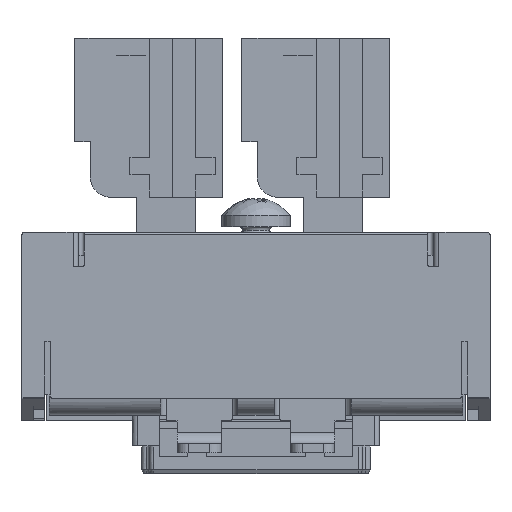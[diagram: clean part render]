
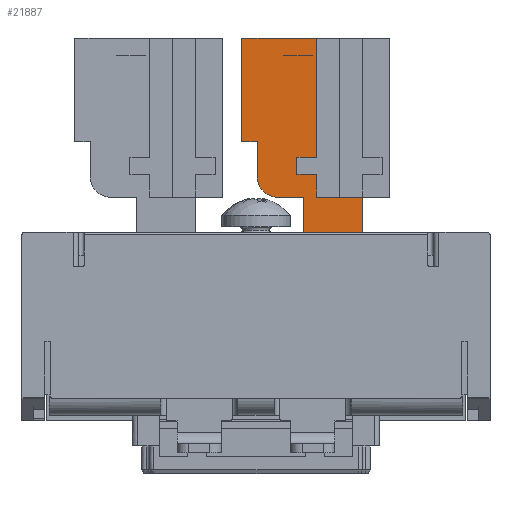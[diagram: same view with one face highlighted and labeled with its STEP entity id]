
A CAD part, front view. The second image highlights one B-rep face of the part: STEP entity #21887.
In plain terms, the highlighted planar face has unit normal (0, -1, 0).
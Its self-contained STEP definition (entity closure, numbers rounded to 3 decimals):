
#124 = LINE ( 'NONE', #5180, #26718 ) ;
#273 = DIRECTION ( 'NONE',  ( 1., 0., 0. ) ) ;
#605 = VERTEX_POINT ( 'NONE', #3164 ) ;
#827 = ORIENTED_EDGE ( 'NONE', *, *, #17642, .F. ) ;
#869 = ORIENTED_EDGE ( 'NONE', *, *, #12223, .F. ) ;
#1171 = LINE ( 'NONE', #10805, #7971 ) ;
#1365 = VERTEX_POINT ( 'NONE', #19678 ) ;
#1788 = CARTESIAN_POINT ( 'NONE',  ( 0.1, -50.55, 26.7 ) ) ;
#2036 = ORIENTED_EDGE ( 'NONE', *, *, #25675, .F. ) ;
#2467 = DIRECTION ( 'NONE',  ( 0., 1., 0. ) ) ;
#2803 = CARTESIAN_POINT ( 'NONE',  ( 3.6, -50.55, 14.7 ) ) ;
#2879 = EDGE_LOOP ( 'NONE', ( #24779, #19675, #4723, #13638, #16106, #827, #11754, #869, #10057, #2036, #21818, #5223, #31044, #24735, #6966 ) ) ;
#2910 = LINE ( 'NONE', #22174, #29090 ) ;
#2944 = CARTESIAN_POINT ( 'NONE',  ( 4.2, -50.55, 26.7 ) ) ;
#3164 = CARTESIAN_POINT ( 'NONE',  ( 9.35, -50.55, 7.6 ) ) ;
#3439 = LINE ( 'NONE', #30089, #28624 ) ;
#3711 = DIRECTION ( 'NONE',  ( 0., 0., -1. ) ) ;
#4234 = VERTEX_POINT ( 'NONE', #26029 ) ;
#4244 = DIRECTION ( 'NONE',  ( 0., 0., -1. ) ) ;
#4723 = ORIENTED_EDGE ( 'NONE', *, *, #16883, .F. ) ;
#5011 = PLANE ( 'NONE',  #7362 ) ;
#5177 = LINE ( 'NONE', #16854, #23112 ) ;
#5180 = CARTESIAN_POINT ( 'NONE',  ( -1.25, -50.55, 26.7 ) ) ;
#5223 = ORIENTED_EDGE ( 'NONE', *, *, #28819, .F. ) ;
#5854 = VECTOR ( 'NONE', #24404, 1000. ) ;
#5983 = EDGE_CURVE ( 'NONE', #23639, #1365, #10681, .T. ) ;
#6055 = VERTEX_POINT ( 'NONE', #12425 ) ;
#6076 = EDGE_CURVE ( 'NONE', #14895, #25926, #18390, .T. ) ;
#6631 = CARTESIAN_POINT ( 'NONE',  ( 3.6, -50.55, 14.7 ) ) ;
#6661 = EDGE_CURVE ( 'NONE', #15194, #26833, #11363, .T. ) ;
#6863 = DIRECTION ( 'NONE',  ( -1., 0., 0. ) ) ;
#6966 = ORIENTED_EDGE ( 'NONE', *, *, #28198, .F. ) ;
#7121 = CARTESIAN_POINT ( 'NONE',  ( 0.1, -50.55, 14.5 ) ) ;
#7362 = AXIS2_PLACEMENT_3D ( 'NONE', #11953, #2467, #28963 ) ;
#7789 = EDGE_CURVE ( 'NONE', #23372, #27945, #14501, .T. ) ;
#7971 = VECTOR ( 'NONE', #8453, 1000. ) ;
#8453 = DIRECTION ( 'NONE',  ( -1., 0., 0. ) ) ;
#8467 = CARTESIAN_POINT ( 'NONE',  ( 5.35, -50.55, 14.7 ) ) ;
#9466 = VERTEX_POINT ( 'NONE', #24098 ) ;
#9875 = VERTEX_POINT ( 'NONE', #26748 ) ;
#10057 = ORIENTED_EDGE ( 'NONE', *, *, #13073, .F. ) ;
#10081 = CARTESIAN_POINT ( 'NONE',  ( 11.75, -50.55, 12.7 ) ) ;
#10612 = CARTESIAN_POINT ( 'NONE',  ( 3.6, -50.55, 16.2 ) ) ;
#10681 = LINE ( 'NONE', #2944, #5854 ) ;
#10805 = CARTESIAN_POINT ( 'NONE',  ( 11.75, -50.55, 16.2 ) ) ;
#11064 = DIRECTION ( 'NONE',  ( 0., 0., 1. ) ) ;
#11226 = CARTESIAN_POINT ( 'NONE',  ( -1.25, -50.55, 26.7 ) ) ;
#11363 = LINE ( 'NONE', #6631, #23029 ) ;
#11666 = CARTESIAN_POINT ( 'NONE',  ( -1.25, -50.55, 17.6 ) ) ;
#11754 = ORIENTED_EDGE ( 'NONE', *, *, #6661, .F. ) ;
#11953 = CARTESIAN_POINT ( 'NONE',  ( 11.75, -50.55, 26.7 ) ) ;
#12223 = EDGE_CURVE ( 'NONE', #9466, #15194, #1171, .T. ) ;
#12425 = CARTESIAN_POINT ( 'NONE',  ( 9.35, -50.55, 12.7 ) ) ;
#12445 = VECTOR ( 'NONE', #3711, 1000. ) ;
#12965 = DIRECTION ( 'NONE',  ( 0., 1., 0. ) ) ;
#13073 = EDGE_CURVE ( 'NONE', #14665, #9466, #3439, .T. ) ;
#13638 = ORIENTED_EDGE ( 'NONE', *, *, #18878, .F. ) ;
#14281 = LINE ( 'NONE', #31157, #28074 ) ;
#14485 = CARTESIAN_POINT ( 'NONE',  ( 9.35, -50.55, 26.7 ) ) ;
#14489 = DIRECTION ( 'NONE',  ( -1., 0., 0. ) ) ;
#14501 = CIRCLE ( 'NONE', #18529, 1.8 ) ;
#14665 = VERTEX_POINT ( 'NONE', #22500 ) ;
#14895 = VERTEX_POINT ( 'NONE', #8467 ) ;
#15194 = VERTEX_POINT ( 'NONE', #10612 ) ;
#15829 = CARTESIAN_POINT ( 'NONE',  ( 4.2, -50.55, 7.6 ) ) ;
#16059 = EDGE_CURVE ( 'NONE', #605, #23639, #14281, .T. ) ;
#16106 = ORIENTED_EDGE ( 'NONE', *, *, #6076, .F. ) ;
#16347 = CARTESIAN_POINT ( 'NONE',  ( 5.35, -50.55, 12.7 ) ) ;
#16852 = LINE ( 'NONE', #10081, #25115 ) ;
#16854 = CARTESIAN_POINT ( 'NONE',  ( 11.75, -50.55, 12.7 ) ) ;
#16883 = EDGE_CURVE ( 'NONE', #6055, #605, #19218, .T. ) ;
#17317 = DIRECTION ( 'NONE',  ( 0., 0., -1. ) ) ;
#17392 = CARTESIAN_POINT ( 'NONE',  ( 11.75, -50.55, 17.6 ) ) ;
#17642 = EDGE_CURVE ( 'NONE', #26833, #14895, #2910, .T. ) ;
#18167 = CARTESIAN_POINT ( 'NONE',  ( 1.9, -50.55, 14.5 ) ) ;
#18265 = DIRECTION ( 'NONE',  ( 0., 0., -1. ) ) ;
#18284 = VERTEX_POINT ( 'NONE', #11226 ) ;
#18390 = LINE ( 'NONE', #30370, #12445 ) ;
#18529 = AXIS2_PLACEMENT_3D ( 'NONE', #18167, #12965, #11064 ) ;
#18878 = EDGE_CURVE ( 'NONE', #25926, #6055, #5177, .T. ) ;
#19218 = LINE ( 'NONE', #14485, #22015 ) ;
#19675 = ORIENTED_EDGE ( 'NONE', *, *, #16059, .F. ) ;
#19678 = CARTESIAN_POINT ( 'NONE',  ( 4.2, -50.55, 12.7 ) ) ;
#19767 = LINE ( 'NONE', #17392, #25974 ) ;
#21053 = DIRECTION ( 'NONE',  ( 0., 0., 1. ) ) ;
#21593 = DIRECTION ( 'NONE',  ( 0., 0., 1. ) ) ;
#21818 = ORIENTED_EDGE ( 'NONE', *, *, #25531, .F. ) ;
#21887 = ADVANCED_FACE ( 'NONE', ( #23621 ), #5011, .F. ) ;
#22015 = VECTOR ( 'NONE', #17317, 1000. ) ;
#22174 = CARTESIAN_POINT ( 'NONE',  ( 11.75, -50.55, 14.7 ) ) ;
#22219 = DIRECTION ( 'NONE',  ( 1., 0., 0. ) ) ;
#22500 = CARTESIAN_POINT ( 'NONE',  ( 5.35, -50.55, 26.7 ) ) ;
#22687 = VECTOR ( 'NONE', #21593, 1000. ) ;
#23029 = VECTOR ( 'NONE', #4244, 1000. ) ;
#23112 = VECTOR ( 'NONE', #273, 1000. ) ;
#23372 = VERTEX_POINT ( 'NONE', #27036 ) ;
#23621 = FACE_OUTER_BOUND ( 'NONE', #2879, .T. ) ;
#23639 = VERTEX_POINT ( 'NONE', #15829 ) ;
#23938 = LINE ( 'NONE', #11666, #22687 ) ;
#24098 = CARTESIAN_POINT ( 'NONE',  ( 5.35, -50.55, 16.2 ) ) ;
#24404 = DIRECTION ( 'NONE',  ( 0., 0., 1. ) ) ;
#24735 = ORIENTED_EDGE ( 'NONE', *, *, #7789, .F. ) ;
#24779 = ORIENTED_EDGE ( 'NONE', *, *, #5983, .F. ) ;
#24803 = DIRECTION ( 'NONE',  ( -1., 0., 0. ) ) ;
#24983 = VECTOR ( 'NONE', #21053, 1000. ) ;
#25115 = VECTOR ( 'NONE', #14489, 1000. ) ;
#25316 = LINE ( 'NONE', #1788, #24983 ) ;
#25531 = EDGE_CURVE ( 'NONE', #4234, #18284, #23938, .T. ) ;
#25675 = EDGE_CURVE ( 'NONE', #18284, #14665, #124, .T. ) ;
#25926 = VERTEX_POINT ( 'NONE', #16347 ) ;
#25974 = VECTOR ( 'NONE', #24803, 1000. ) ;
#26029 = CARTESIAN_POINT ( 'NONE',  ( -1.25, -50.55, 17.6 ) ) ;
#26718 = VECTOR ( 'NONE', #22219, 1000. ) ;
#26748 = CARTESIAN_POINT ( 'NONE',  ( 0.1, -50.55, 17.6 ) ) ;
#26833 = VERTEX_POINT ( 'NONE', #2803 ) ;
#27036 = CARTESIAN_POINT ( 'NONE',  ( 1.9, -50.55, 12.7 ) ) ;
#27945 = VERTEX_POINT ( 'NONE', #7121 ) ;
#28074 = VECTOR ( 'NONE', #6863, 1000. ) ;
#28198 = EDGE_CURVE ( 'NONE', #1365, #23372, #16852, .T. ) ;
#28624 = VECTOR ( 'NONE', #18265, 1000. ) ;
#28819 = EDGE_CURVE ( 'NONE', #9875, #4234, #19767, .T. ) ;
#28963 = DIRECTION ( 'NONE',  ( 0., 0., 1. ) ) ;
#29090 = VECTOR ( 'NONE', #29575, 1000. ) ;
#29575 = DIRECTION ( 'NONE',  ( 1., 0., 0. ) ) ;
#30089 = CARTESIAN_POINT ( 'NONE',  ( 5.35, -50.55, 16.2 ) ) ;
#30370 = CARTESIAN_POINT ( 'NONE',  ( 5.35, -50.55, 26.7 ) ) ;
#30770 = EDGE_CURVE ( 'NONE', #27945, #9875, #25316, .T. ) ;
#31044 = ORIENTED_EDGE ( 'NONE', *, *, #30770, .F. ) ;
#31157 = CARTESIAN_POINT ( 'NONE',  ( -20.6, -50.55, 7.6 ) ) ;
